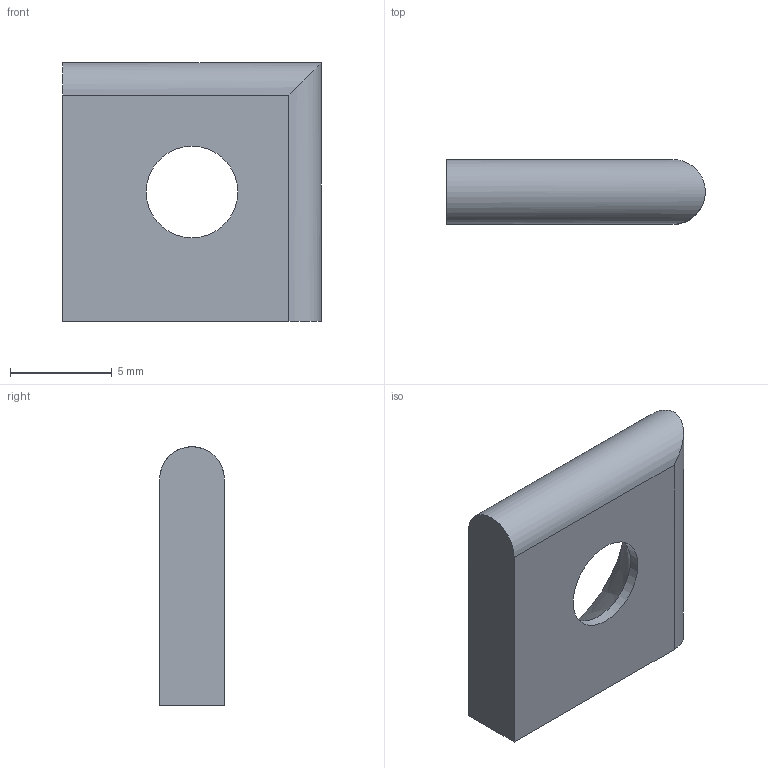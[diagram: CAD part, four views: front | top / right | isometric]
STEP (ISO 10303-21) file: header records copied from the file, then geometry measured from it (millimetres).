
FILE_DESCRIPTION (( 'STEP AP214' ), '1' );
FILE_NAME ('CARBIDE PAD_IBF-5200-200.STEP', '2021-06-14T17:31:08', ( '' ), ( '' ), 'SwSTEP 2.0', 'SolidWorks 2021', '' );
FILE_SCHEMA (( 'AUTOMOTIVE_DESIGN' ));
Length unit declared in the file: inch
Products named in the file (1): CARBIDE PAD_IBF-5200-200
Bounding box: 12.7 x 3.17 x 12.7 mm (x, y, z)
Volume: 376.7 mm3; surface area: 447.8 mm2
Topology: 1 solids, 1 shells, 8 faces, 17 edges, 11 vertices
Faces by surface type: plane 4, cylinder 3, cone 1
Full cylindrical faces by diameter (mm): 4.496 x1
Entity records: 252 total; most frequent: CARTESIAN_POINT 38, DIRECTION 37, ORIENTED_EDGE 30, EDGE_CURVE 15, AXIS2_PLACEMENT_3D 14, EDGE_LOOP 12, VERTEX_POINT 11, VECTOR 9
